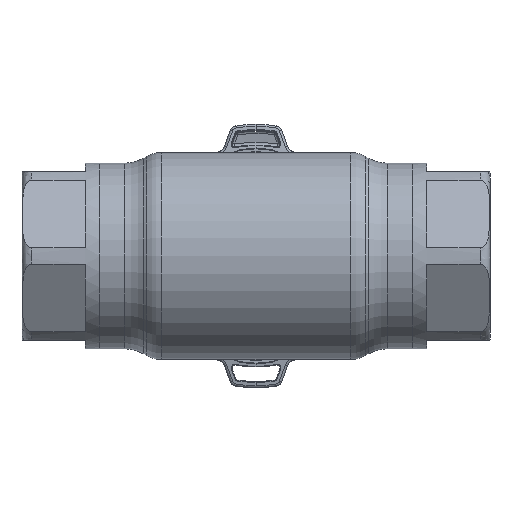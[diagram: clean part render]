
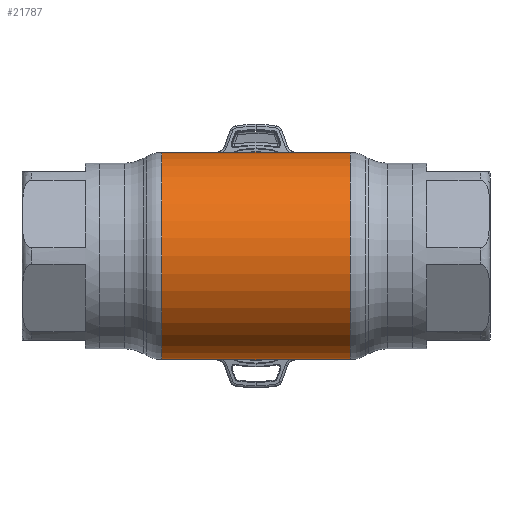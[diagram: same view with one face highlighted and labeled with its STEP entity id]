
A CAD part, front view. The second image highlights one B-rep face of the part: STEP entity #21787.
In plain terms, the highlighted cylindrical face has radius 42.5 mm (diameter 85 mm), a partial arc.
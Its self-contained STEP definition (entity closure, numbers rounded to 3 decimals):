
#790 = VERTEX_POINT ( 'NONE', #2673 ) ;
#2062 = CARTESIAN_POINT ( 'NONE',  ( -62.69, 0., 0. ) ) ;
#2673 = CARTESIAN_POINT ( 'NONE',  ( -38.749, 0., -42.5 ) ) ;
#3541 = DIRECTION ( 'NONE',  ( -1., 0., 0. ) ) ;
#4047 = DIRECTION ( 'NONE',  ( -1., 0., 0. ) ) ;
#4375 = CIRCLE ( 'NONE', #23070, 42.5 ) ;
#6246 = LINE ( 'NONE', #21600, #18628 ) ;
#6827 = CARTESIAN_POINT ( 'NONE',  ( -62.69, 0., 42.5 ) ) ;
#7813 = CARTESIAN_POINT ( 'NONE',  ( 38.749, 0., -42.5 ) ) ;
#8729 = CARTESIAN_POINT ( 'NONE',  ( 38.749, 0., 42.5 ) ) ;
#9776 = AXIS2_PLACEMENT_3D ( 'NONE', #2062, #10062, #32423 ) ;
#10062 = DIRECTION ( 'NONE',  ( -1., 0., 0. ) ) ;
#11063 = DIRECTION ( 'NONE',  ( 0., 0., 1. ) ) ;
#11243 = ORIENTED_EDGE ( 'NONE', *, *, #12198, .T. ) ;
#11439 = AXIS2_PLACEMENT_3D ( 'NONE', #21746, #3541, #11063 ) ;
#11881 = EDGE_CURVE ( 'NONE', #790, #27876, #4375, .T. ) ;
#12198 = EDGE_CURVE ( 'NONE', #26402, #12219, #16830, .T. ) ;
#12219 = VERTEX_POINT ( 'NONE', #8729 ) ;
#12341 = EDGE_LOOP ( 'NONE', ( #16867, #11243, #32941, #29510 ) ) ;
#16830 = CIRCLE ( 'NONE', #11439, 42.5 ) ;
#16867 = ORIENTED_EDGE ( 'NONE', *, *, #26182, .F. ) ;
#18628 = VECTOR ( 'NONE', #4047, 1000. ) ;
#18898 = EDGE_CURVE ( 'NONE', #12219, #27876, #19848, .T. ) ;
#19848 = LINE ( 'NONE', #6827, #31554 ) ;
#20076 = CARTESIAN_POINT ( 'NONE',  ( -38.749, 0., 0. ) ) ;
#21124 = CARTESIAN_POINT ( 'NONE',  ( -38.749, 0., 42.5 ) ) ;
#21600 = CARTESIAN_POINT ( 'NONE',  ( -62.69, 0., -42.5 ) ) ;
#21746 = CARTESIAN_POINT ( 'NONE',  ( 38.749, 0., 0. ) ) ;
#21787 = ADVANCED_FACE ( 'NONE', ( #26156 ), #30066, .T. ) ;
#23070 = AXIS2_PLACEMENT_3D ( 'NONE', #20076, #24896, #27701 ) ;
#24896 = DIRECTION ( 'NONE',  ( -1., 0., 0. ) ) ;
#26156 = FACE_OUTER_BOUND ( 'NONE', #12341, .T. ) ;
#26182 = EDGE_CURVE ( 'NONE', #26402, #790, #6246, .T. ) ;
#26402 = VERTEX_POINT ( 'NONE', #7813 ) ;
#27701 = DIRECTION ( 'NONE',  ( 0., 0., 1. ) ) ;
#27876 = VERTEX_POINT ( 'NONE', #21124 ) ;
#29510 = ORIENTED_EDGE ( 'NONE', *, *, #11881, .F. ) ;
#29967 = DIRECTION ( 'NONE',  ( -1., 0., 0. ) ) ;
#30066 = CYLINDRICAL_SURFACE ( 'NONE', #9776, 42.5 ) ;
#31554 = VECTOR ( 'NONE', #29967, 1000. ) ;
#32423 = DIRECTION ( 'NONE',  ( 0., 0., 1. ) ) ;
#32941 = ORIENTED_EDGE ( 'NONE', *, *, #18898, .T. ) ;
